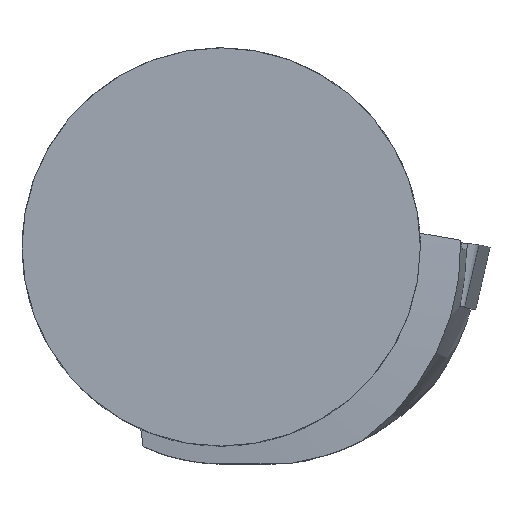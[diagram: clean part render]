
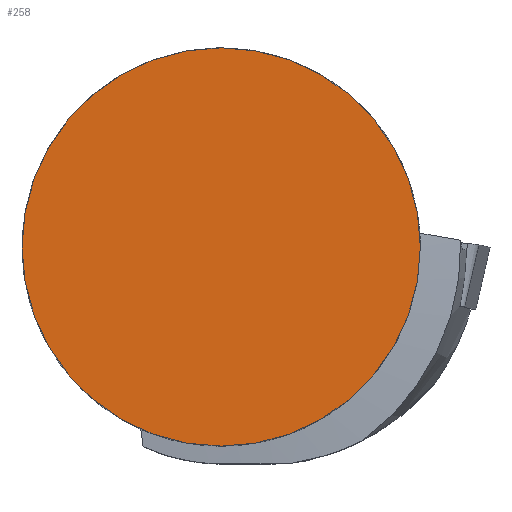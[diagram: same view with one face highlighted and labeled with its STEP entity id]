
A CAD part, top view. The second image highlights one B-rep face of the part: STEP entity #258.
In plain terms, the highlighted planar face has unit normal (0, 0, 1).
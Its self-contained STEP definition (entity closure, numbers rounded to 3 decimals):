
#113=PLANE('',#863);
#222=FACE_OUTER_BOUND('',#346,.T.);
#258=ADVANCED_FACE('',(#222),#113,.T.);
#346=EDGE_LOOP('',(#522));
#377=CIRCLE('',#817,12.5);
#522=ORIENTED_EDGE('',*,*,#651,.F.);
#587=VERTEX_POINT('',#1137);
#651=EDGE_CURVE('',#587,#587,#377,.T.);
#817=AXIS2_PLACEMENT_3D('',#1136,#910,#911);
#863=AXIS2_PLACEMENT_3D('',#1387,#1023,#1024);
#910=DIRECTION('',(0.,0.,-1.));
#911=DIRECTION('',(1.,0.,0.));
#1023=DIRECTION('',(0.,0.,1.));
#1024=DIRECTION('',(1.,0.,0.));
#1136=CARTESIAN_POINT('',(0.,0.,0.));
#1137=CARTESIAN_POINT('',(12.5,0.,0.));
#1387=CARTESIAN_POINT('',(0.,0.,0.));
